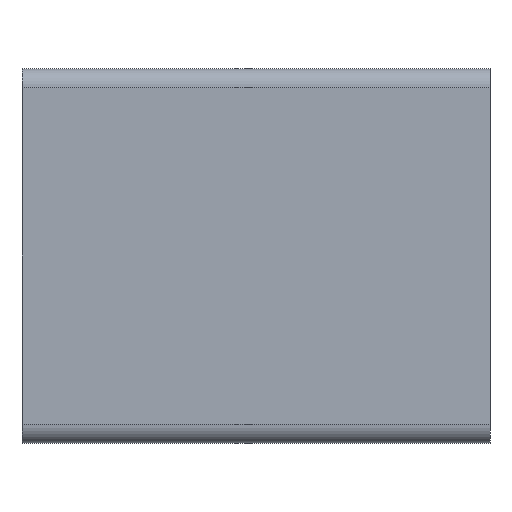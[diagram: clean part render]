
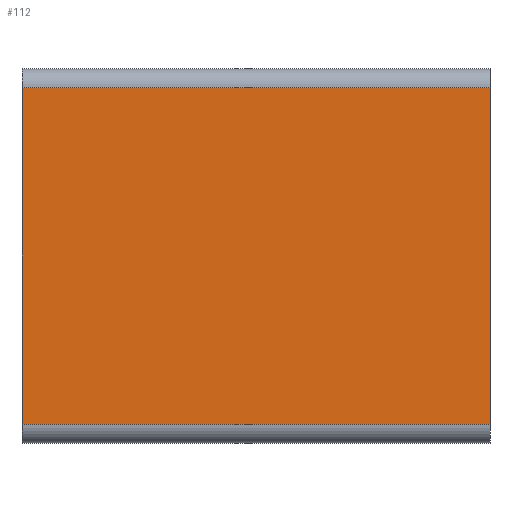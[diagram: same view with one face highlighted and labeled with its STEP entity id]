
A CAD part, left-side view. The second image highlights one B-rep face of the part: STEP entity #112.
In plain terms, the highlighted planar face has unit normal (-1, 0, 0).
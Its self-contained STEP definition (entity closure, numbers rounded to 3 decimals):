
#112 = ADVANCED_FACE( '', ( #254 ), #255, .T. );
#254 = FACE_OUTER_BOUND( '', #423, .T. );
#255 = PLANE( '', #424 );
#423 = EDGE_LOOP( '', ( #671, #672, #673, #674 ) );
#424 = AXIS2_PLACEMENT_3D( '', #675, #676, #677 );
#671 = ORIENTED_EDGE( '', *, *, #1145, .F. );
#672 = ORIENTED_EDGE( '', *, *, #1146, .F. );
#673 = ORIENTED_EDGE( '', *, *, #1147, .T. );
#674 = ORIENTED_EDGE( '', *, *, #1148, .T. );
#675 = CARTESIAN_POINT( '', ( -40., 100., 36. ) );
#676 = DIRECTION( '', ( -1., 0., 0. ) );
#677 = DIRECTION( '', ( 0., 0., 1. ) );
#1145 = EDGE_CURVE( '', #1417, #1418, #1419, .T. );
#1146 = EDGE_CURVE( '', #1420, #1417, #1421, .T. );
#1147 = EDGE_CURVE( '', #1420, #1422, #1423, .T. );
#1148 = EDGE_CURVE( '', #1422, #1418, #1424, .T. );
#1417 = VERTEX_POINT( '', #1784 );
#1418 = VERTEX_POINT( '', #1785 );
#1419 = LINE( '', #1786, #1787 );
#1420 = VERTEX_POINT( '', #1788 );
#1421 = LINE( '', #1789, #1790 );
#1422 = VERTEX_POINT( '', #1791 );
#1423 = LINE( '', #1792, #1793 );
#1424 = LINE( '', #1794, #1795 );
#1784 = CARTESIAN_POINT( '', ( -40., 0., 36. ) );
#1785 = CARTESIAN_POINT( '', ( -40., 0., -36. ) );
#1786 = CARTESIAN_POINT( '', ( -40., 0., 36. ) );
#1787 = VECTOR( '', #2093, 1000. );
#1788 = CARTESIAN_POINT( '', ( -40., 100., 36. ) );
#1789 = CARTESIAN_POINT( '', ( -40., 100., 36. ) );
#1790 = VECTOR( '', #2094, 1000. );
#1791 = CARTESIAN_POINT( '', ( -40., 100., -36. ) );
#1792 = CARTESIAN_POINT( '', ( -40., 100., 36. ) );
#1793 = VECTOR( '', #2095, 1000. );
#1794 = CARTESIAN_POINT( '', ( -40., 100., -36. ) );
#1795 = VECTOR( '', #2096, 1000. );
#2093 = DIRECTION( '', ( 0., 0., -1. ) );
#2094 = DIRECTION( '', ( 0., -1., 0. ) );
#2095 = DIRECTION( '', ( 0., 0., -1. ) );
#2096 = DIRECTION( '', ( 0., -1., 0. ) );
